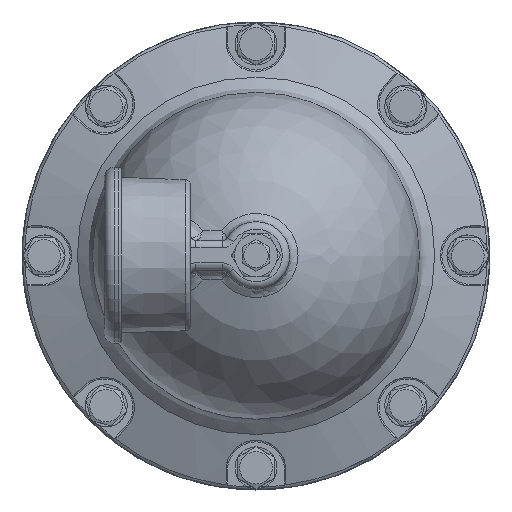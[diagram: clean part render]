
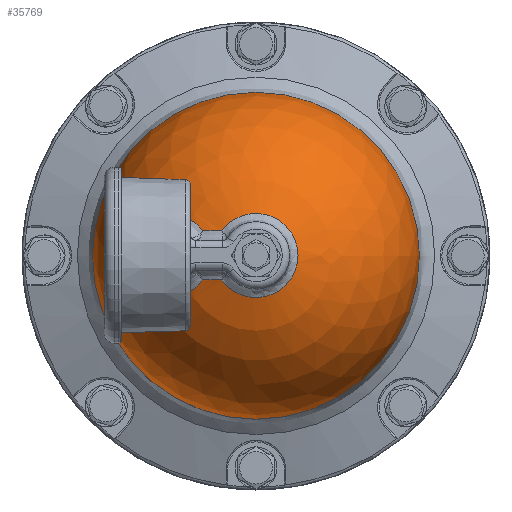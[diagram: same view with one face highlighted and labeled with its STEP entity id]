
A CAD part, top view. The second image highlights one B-rep face of the part: STEP entity #35769.
In plain terms, the highlighted spherical face has radius 55.435 mm.
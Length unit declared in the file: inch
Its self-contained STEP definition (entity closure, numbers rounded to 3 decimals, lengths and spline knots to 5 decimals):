
#27253=CARTESIAN_POINT('',(4.8694,-26.15533,3.89823));
#27254=VERTEX_POINT('',#27253);
#27255=CARTESIAN_POINT('',(2.6869,-26.15533,3.89823));
#27256=DIRECTION('',(0.0,0.0,1.0));
#27257=DIRECTION('',(-1.0,0.0,0.0));
#27258=AXIS2_PLACEMENT_3D('',#27255,#27256,#27257);
#27259=CIRCLE('',#27258,2.1825);
#27260=EDGE_CURVE('',#27254,#27254,#27259,.T.);
#33662=CARTESIAN_POINT('',(1.97328,-26.48283,5.93461));
#33663=VERTEX_POINT('',#33662);
#33841=CARTESIAN_POINT('',(2.2309,-26.48283,6.00729));
#33842=VERTEX_POINT('',#33841);
#33899=CARTESIAN_POINT('',(2.6869,-26.48283,3.89823));
#33900=DIRECTION('',(0.0,-1.,0.0));
#33901=DIRECTION('',(-0.289,0.0,0.957));
#33902=AXIS2_PLACEMENT_3D('',#33899,#33900,#33901);
#33903=CIRCLE('',#33902,2.15779);
#33904=EDGE_CURVE('',#33842,#33663,#33903,.T.);
#34014=CARTESIAN_POINT('',(0.95587,-26.15533,5.22746));
#34015=VERTEX_POINT('',#34014);
#34029=CARTESIAN_POINT('',(1.97328,-26.48283,5.93461));
#34030=CARTESIAN_POINT('',(1.92669,-26.5477,5.90785));
#34031=CARTESIAN_POINT('',(1.86698,-26.60082,5.87299));
#34032=CARTESIAN_POINT('',(1.80276,-26.63875,5.83419));
#34033=CARTESIAN_POINT('',(1.74555,-26.67254,5.79962));
#34034=CARTESIAN_POINT('',(1.68319,-26.69546,5.76098));
#34035=CARTESIAN_POINT('',(1.62048,-26.70718,5.72074));
#34036=CARTESIAN_POINT('',(1.58128,-26.71451,5.69559));
#34037=CARTESIAN_POINT('',(1.54215,-26.71756,5.66995));
#34038=CARTESIAN_POINT('',(1.50301,-26.71657,5.64373));
#34039=CARTESIAN_POINT('',(1.43584,-26.71486,5.59871));
#34040=CARTESIAN_POINT('',(1.36928,-26.70098,5.5523));
#34041=CARTESIAN_POINT('',(1.30747,-26.67607,5.50737));
#34042=CARTESIAN_POINT('',(1.20857,-26.63622,5.43549));
#34043=CARTESIAN_POINT('',(1.1179,-26.56708,5.36413));
#34044=CARTESIAN_POINT('',(1.05202,-26.46953,5.30954));
#34045=CARTESIAN_POINT('',(0.99323,-26.38247,5.26081));
#34046=CARTESIAN_POINT('',(0.95587,-26.27081,5.22746));
#34047=CARTESIAN_POINT('',(0.95587,-26.15533,5.22746));
#34048=B_SPLINE_CURVE_WITH_KNOTS('',3,(#34029,#34030,#34031,#34032,#34033,#34034,#34035,#34036,#34037,#34038,#34039,#34040,#34041,#34042,#34043,#34044,#34045,#34046,#34047),.UNSPECIFIED.,.F.,.U.,(4,3,3,3,3,3,4),(4.31623,4.58571,4.82582,4.97589,5.23345,5.64554,6.01334),.UNSPECIFIED.);
#34049=EDGE_CURVE('',#33663,#34015,#34048,.T.);
#35048=CARTESIAN_POINT('',(1.97328,-25.82784,5.93461));
#35049=VERTEX_POINT('',#35048);
#35224=CARTESIAN_POINT('',(2.2309,-25.82784,6.00729));
#35225=VERTEX_POINT('',#35224);
#35338=CARTESIAN_POINT('',(2.6869,-26.15533,6.00729));
#35339=DIRECTION('',(0.0,0.0,-1.));
#35340=DIRECTION('',(0.272,-0.962,0.0));
#35341=AXIS2_PLACEMENT_3D('',#35338,#35339,#35340);
#35342=CIRCLE('',#35341,0.56141);
#35343=EDGE_CURVE('',#35225,#33842,#35342,.T.);
#35381=CARTESIAN_POINT('',(2.6869,-25.82784,3.89823));
#35382=DIRECTION('',(0.0,-1.,0.0));
#35383=DIRECTION('',(-0.289,0.0,0.957));
#35384=AXIS2_PLACEMENT_3D('',#35381,#35382,#35383);
#35385=CIRCLE('',#35384,2.15779);
#35386=EDGE_CURVE('',#35225,#35049,#35385,.T.);
#35464=CARTESIAN_POINT('',(1.97328,-25.82784,5.93461));
#35465=CARTESIAN_POINT('',(1.92669,-25.76297,5.90785));
#35466=CARTESIAN_POINT('',(1.86698,-25.70984,5.87299));
#35467=CARTESIAN_POINT('',(1.80276,-25.67192,5.83419));
#35468=CARTESIAN_POINT('',(1.74555,-25.63813,5.79962));
#35469=CARTESIAN_POINT('',(1.68319,-25.61521,5.76098));
#35470=CARTESIAN_POINT('',(1.62048,-25.60349,5.72074));
#35471=CARTESIAN_POINT('',(1.58128,-25.59616,5.69559));
#35472=CARTESIAN_POINT('',(1.54215,-25.59311,5.66995));
#35473=CARTESIAN_POINT('',(1.50301,-25.5941,5.64373));
#35474=CARTESIAN_POINT('',(1.43584,-25.59581,5.59871));
#35475=CARTESIAN_POINT('',(1.36928,-25.60969,5.5523));
#35476=CARTESIAN_POINT('',(1.30747,-25.6346,5.50737));
#35477=CARTESIAN_POINT('',(1.20857,-25.67445,5.43549));
#35478=CARTESIAN_POINT('',(1.1179,-25.74359,5.36413));
#35479=CARTESIAN_POINT('',(1.05202,-25.84114,5.30954));
#35480=CARTESIAN_POINT('',(0.99323,-25.9282,5.26081));
#35481=CARTESIAN_POINT('',(0.95587,-26.03986,5.22746));
#35482=CARTESIAN_POINT('',(0.95587,-26.15533,5.22746));
#35483=B_SPLINE_CURVE_WITH_KNOTS('',3,(#35464,#35465,#35466,#35467,#35468,#35469,#35470,#35471,#35472,#35473,#35474,#35475,#35476,#35477,#35478,#35479,#35480,#35481,#35482),.UNSPECIFIED.,.F.,.U.,(4,3,3,3,3,3,4),(4.31623,4.58571,4.82582,4.97589,5.23345,5.64554,6.01334),.UNSPECIFIED.);
#35484=EDGE_CURVE('',#35049,#34015,#35483,.T.);
#35754=CARTESIAN_POINT('',(2.6869,-26.15533,3.89823));
#35755=DIRECTION('',(0.0,0.0,1.0));
#35756=DIRECTION('',(1.0,0.0,0.0));
#35757=AXIS2_PLACEMENT_3D('',#35754,#35755,#35756);
#35758=SPHERICAL_SURFACE('',#35757,2.1825);
#35759=ORIENTED_EDGE('',*,*,#27260,.T.);
#35760=EDGE_LOOP('',(#35759));
#35761=FACE_OUTER_BOUND('',#35760,.T.);
#35762=ORIENTED_EDGE('',*,*,#35343,.T.);
#35763=ORIENTED_EDGE('',*,*,#33904,.T.);
#35764=ORIENTED_EDGE('',*,*,#34049,.T.);
#35765=ORIENTED_EDGE('',*,*,#35484,.F.);
#35766=ORIENTED_EDGE('',*,*,#35386,.F.);
#35767=EDGE_LOOP('',(#35762,#35763,#35764,#35765,#35766));
#35768=FACE_BOUND('',#35767,.T.);
#35769=ADVANCED_FACE('',(#35761,#35768),#35758,.T.);
